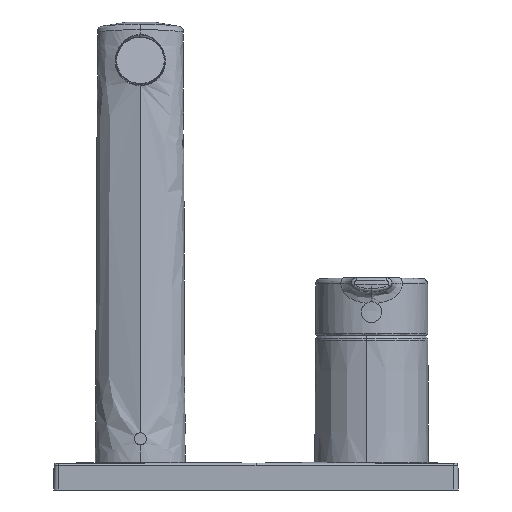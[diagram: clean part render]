
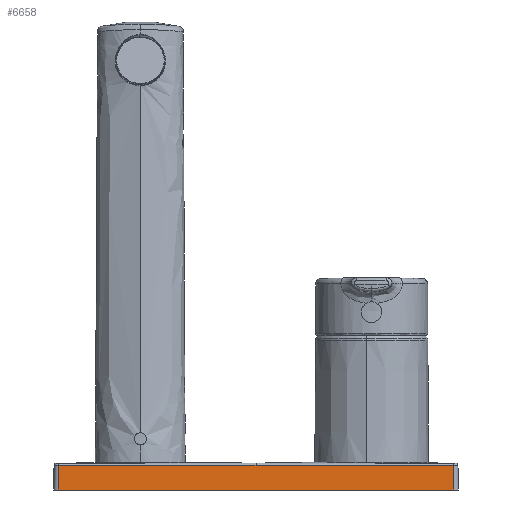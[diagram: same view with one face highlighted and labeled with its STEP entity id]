
A CAD part, front view. The second image highlights one B-rep face of the part: STEP entity #6658.
In plain terms, the highlighted planar face has unit normal (0, -1, 0.018).
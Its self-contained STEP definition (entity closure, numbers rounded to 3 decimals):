
#159 = ORIENTED_EDGE ( 'NONE', *, *, #7345, .F. ) ;
#232 = B_SPLINE_CURVE_WITH_KNOTS ( 'NONE', 2,
 ( #4672, #5254, #4123 ),
 .UNSPECIFIED., .F., .F.,
 ( 3, 3 ),
 ( 0., 1. ),
 .UNSPECIFIED. ) ;
#265 = LINE ( 'NONE', #3779, #447 ) ;
#420 = VERTEX_POINT ( 'NONE', #4197 ) ;
#447 = VECTOR ( 'NONE', #2708, 1000. ) ;
#477 = PLANE ( 'NONE',  #4270 ) ;
#831 = EDGE_CURVE ( 'NONE', #420, #1048, #6984, .T. ) ;
#865 = ORIENTED_EDGE ( 'NONE', *, *, #3914, .F. ) ;
#881 = VECTOR ( 'NONE', #1055, 1000. ) ;
#1027 = EDGE_CURVE ( 'NONE', #7041, #2418, #265, .T. ) ;
#1048 = VERTEX_POINT ( 'NONE', #1464 ) ;
#1055 = DIRECTION ( 'NONE',  ( 0.017, 0.017, 1. ) ) ;
#1224 = ORIENTED_EDGE ( 'NONE', *, *, #1027, .F. ) ;
#1464 = CARTESIAN_POINT ( 'NONE',  ( 35.315, -37.315, 10.619 ) ) ;
#1858 = EDGE_CURVE ( 'NONE', #2418, #3837, #5736, .T. ) ;
#2418 = VERTEX_POINT ( 'NONE', #3171 ) ;
#2708 = DIRECTION ( 'NONE',  ( -1., 0., 0. ) ) ;
#2907 = CARTESIAN_POINT ( 'NONE',  ( -137.5, -37.5, 0. ) ) ;
#3171 = CARTESIAN_POINT ( 'NONE',  ( -135.5, -37.5, 0. ) ) ;
#3317 = EDGE_LOOP ( 'NONE', ( #7219, #1224, #159, #4804, #865 ) ) ;
#3570 = DIRECTION ( 'NONE',  ( 0., -0.017, -1. ) ) ;
#3712 = CARTESIAN_POINT ( 'NONE',  ( -50., -37.314, 10.642 ) ) ;
#3779 = CARTESIAN_POINT ( 'NONE',  ( -50., -37.5, 0. ) ) ;
#3837 = VERTEX_POINT ( 'NONE', #4468 ) ;
#3914 = EDGE_CURVE ( 'NONE', #3837, #420, #232, .T. ) ;
#4123 = CARTESIAN_POINT ( 'NONE',  ( -50., -37.314, 10.642 ) ) ;
#4128 = LINE ( 'NONE', #6749, #6793 ) ;
#4197 = CARTESIAN_POINT ( 'NONE',  ( -50., -37.314, 10.642 ) ) ;
#4263 = CARTESIAN_POINT ( 'NONE',  ( 35.315, -37.315, 10.619 ) ) ;
#4270 = AXIS2_PLACEMENT_3D ( 'NONE', #2907, #4639, #3570 ) ;
#4468 = CARTESIAN_POINT ( 'NONE',  ( -135.315, -37.315, 10.619 ) ) ;
#4639 = DIRECTION ( 'NONE',  ( 0., 1., -0.017 ) ) ;
#4672 = CARTESIAN_POINT ( 'NONE',  ( -135.315, -37.315, 10.619 ) ) ;
#4804 = ORIENTED_EDGE ( 'NONE', *, *, #831, .F. ) ;
#5254 = CARTESIAN_POINT ( 'NONE',  ( -92.657, -37.314, 10.642 ) ) ;
#5580 = DIRECTION ( 'NONE',  ( 0.017, -0.017, -1. ) ) ;
#5736 = LINE ( 'NONE', #6825, #881 ) ;
#5987 = FACE_OUTER_BOUND ( 'NONE', #3317, .T. ) ;
#6160 = CARTESIAN_POINT ( 'NONE',  ( 35.5, -37.5, 0. ) ) ;
#6658 = ADVANCED_FACE ( 'NONE', ( #5987 ), #477, .F. ) ;
#6749 = CARTESIAN_POINT ( 'NONE',  ( 35.408, -37.407, 5.309 ) ) ;
#6793 = VECTOR ( 'NONE', #5580, 1000. ) ;
#6825 = CARTESIAN_POINT ( 'NONE',  ( -135.408, -37.407, 5.309 ) ) ;
#6984 = B_SPLINE_CURVE_WITH_KNOTS ( 'NONE', 2,
 ( #3712, #7076, #4263 ),
 .UNSPECIFIED., .F., .F.,
 ( 3, 3 ),
 ( 0., 1. ),
 .UNSPECIFIED. ) ;
#7041 = VERTEX_POINT ( 'NONE', #6160 ) ;
#7076 = CARTESIAN_POINT ( 'NONE',  ( -7.343, -37.314, 10.642 ) ) ;
#7219 = ORIENTED_EDGE ( 'NONE', *, *, #1858, .F. ) ;
#7345 = EDGE_CURVE ( 'NONE', #1048, #7041, #4128, .T. ) ;
